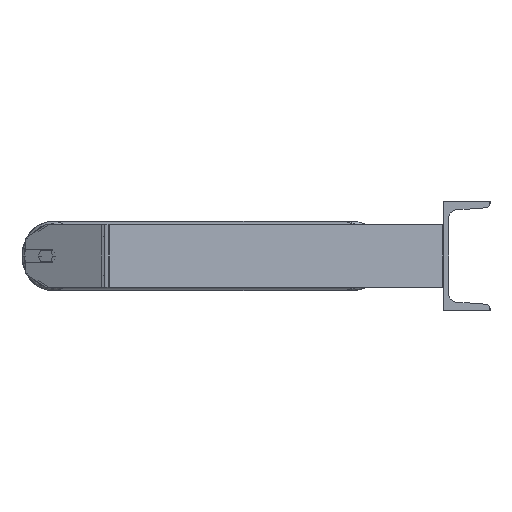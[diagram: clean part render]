
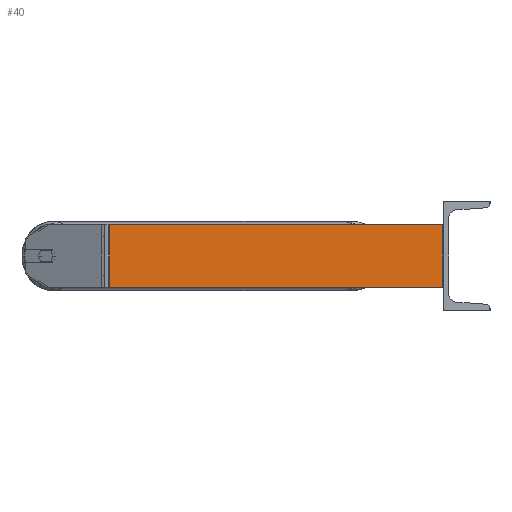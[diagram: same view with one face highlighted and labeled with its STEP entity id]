
A CAD part, left-side view. The second image highlights one B-rep face of the part: STEP entity #40.
In plain terms, the highlighted planar face has unit normal (-0.996, -0.087, 0).
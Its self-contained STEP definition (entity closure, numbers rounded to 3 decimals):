
#40 = ADVANCED_FACE ( 'NONE', ( #7064 ), #6464, .F. ) ;
#76 = VERTEX_POINT ( 'NONE', #7927 ) ;
#145 = CARTESIAN_POINT ( 'NONE',  ( -1122.463, 428.209, 40. ) ) ;
#234 = EDGE_CURVE ( 'NONE', #4712, #2688, #8422, .T. ) ;
#310 = ORIENTED_EDGE ( 'NONE', *, *, #234, .F. ) ;
#506 = VECTOR ( 'NONE', #8133, 1000. ) ;
#648 = VECTOR ( 'NONE', #8618, 1000. ) ;
#770 = EDGE_CURVE ( 'NONE', #7251, #4712, #3062, .T. ) ;
#832 = EDGE_CURVE ( 'NONE', #76, #2688, #7260, .T. ) ;
#1034 = EDGE_LOOP ( 'NONE', ( #1286, #310, #4112, #6326 ) ) ;
#1286 = ORIENTED_EDGE ( 'NONE', *, *, #832, .T. ) ;
#1594 = VECTOR ( 'NONE', #4839, 1000. ) ;
#1749 = CARTESIAN_POINT ( 'NONE',  ( -1122.903, 433.235, -40. ) ) ;
#1942 = VECTOR ( 'NONE', #6419, 1000. ) ;
#2028 = DIRECTION ( 'NONE',  ( -0.087, 0.996, 0. ) ) ;
#2159 = LINE ( 'NONE', #145, #1942 ) ;
#2688 = VERTEX_POINT ( 'NONE', #3808 ) ;
#3062 = LINE ( 'NONE', #8717, #648 ) ;
#3808 = CARTESIAN_POINT ( 'NONE',  ( -1085., 0., -40. ) ) ;
#4112 = ORIENTED_EDGE ( 'NONE', *, *, #770, .F. ) ;
#4712 = VERTEX_POINT ( 'NONE', #8604 ) ;
#4794 = CARTESIAN_POINT ( 'NONE',  ( -1122.463, 428.209, 40. ) ) ;
#4839 = DIRECTION ( 'NONE',  ( 0., 0., -1. ) ) ;
#4974 = CARTESIAN_POINT ( 'NONE',  ( -1085., 0., 40. ) ) ;
#6326 = ORIENTED_EDGE ( 'NONE', *, *, #7424, .T. ) ;
#6419 = DIRECTION ( 'NONE',  ( 0., 0., -1. ) ) ;
#6464 = PLANE ( 'NONE',  #8390 ) ;
#7021 = CARTESIAN_POINT ( 'NONE',  ( -1122.903, 433.235, 40. ) ) ;
#7064 = FACE_OUTER_BOUND ( 'NONE', #1034, .T. ) ;
#7251 = VERTEX_POINT ( 'NONE', #4794 ) ;
#7260 = LINE ( 'NONE', #1749, #506 ) ;
#7424 = EDGE_CURVE ( 'NONE', #7251, #76, #2159, .T. ) ;
#7927 = CARTESIAN_POINT ( 'NONE',  ( -1122.463, 428.209, -40. ) ) ;
#8133 = DIRECTION ( 'NONE',  ( 0.087, -0.996, 0. ) ) ;
#8390 = AXIS2_PLACEMENT_3D ( 'NONE', #7021, #9073, #2028 ) ;
#8422 = LINE ( 'NONE', #4974, #1594 ) ;
#8604 = CARTESIAN_POINT ( 'NONE',  ( -1085., 0., 40. ) ) ;
#8618 = DIRECTION ( 'NONE',  ( 0.087, -0.996, 0. ) ) ;
#8717 = CARTESIAN_POINT ( 'NONE',  ( -1122.903, 433.235, 40. ) ) ;
#9073 = DIRECTION ( 'NONE',  ( 0.996, 0.087, 0. ) ) ;
